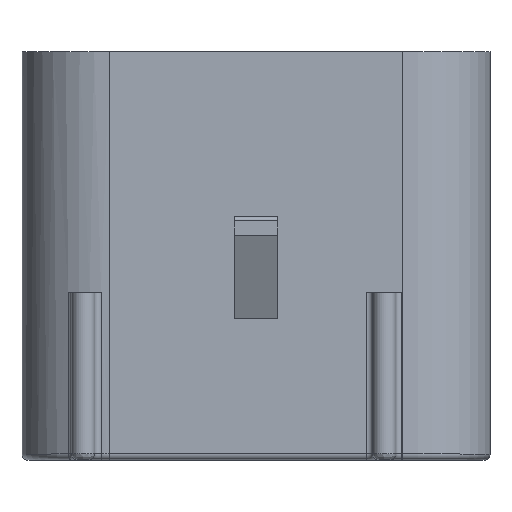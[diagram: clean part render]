
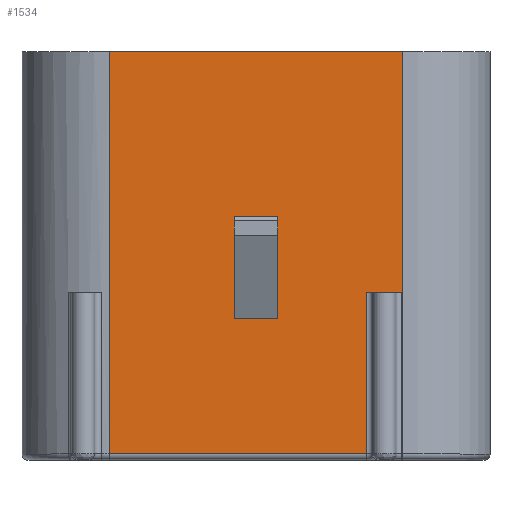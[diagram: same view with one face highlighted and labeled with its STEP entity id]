
A CAD part, top view. The second image highlights one B-rep face of the part: STEP entity #1534.
In plain terms, the highlighted planar face has unit normal (0, 0, 1).
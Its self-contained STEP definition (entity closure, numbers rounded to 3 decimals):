
#537=FACE_BOUND('',#2090,.T.);
#538=FACE_BOUND('',#2091,.T.);
#557=PLANE('',#5147);
#709=LINE('',#7494,#1129);
#710=LINE('',#7500,#1130);
#711=LINE('',#7503,#1131);
#712=LINE('',#7504,#1132);
#713=LINE('',#7506,#1133);
#714=LINE('',#7508,#1134);
#715=LINE('',#7510,#1135);
#716=LINE('',#7512,#1136);
#717=LINE('',#7513,#1137);
#718=LINE('',#7516,#1138);
#719=LINE('',#7518,#1139);
#720=LINE('',#7520,#1140);
#1129=VECTOR('',#5751,1.);
#1130=VECTOR('',#5758,1.);
#1131=VECTOR('',#5759,1.);
#1132=VECTOR('',#5760,1.);
#1133=VECTOR('',#5761,1.);
#1134=VECTOR('',#5762,1.);
#1135=VECTOR('',#5763,1.);
#1136=VECTOR('',#5764,1.);
#1137=VECTOR('',#5765,1.);
#1138=VECTOR('',#5766,1.);
#1139=VECTOR('',#5767,1.);
#1140=VECTOR('',#5768,1.);
#1534=ADVANCED_FACE('',(#537,#538),#557,.T.);
#2090=EDGE_LOOP('',(#2428,#2429,#2430,#2431,#2432,#2433,#2434,#2435));
#2091=EDGE_LOOP('',(#2436,#2437,#2438,#2439));
#2428=ORIENTED_EDGE('',*,*,#4403,.T.);
#2429=ORIENTED_EDGE('',*,*,#4404,.T.);
#2430=ORIENTED_EDGE('',*,*,#4400,.F.);
#2431=ORIENTED_EDGE('',*,*,#4405,.T.);
#2432=ORIENTED_EDGE('',*,*,#4406,.T.);
#2433=ORIENTED_EDGE('',*,*,#4407,.T.);
#2434=ORIENTED_EDGE('',*,*,#4408,.T.);
#2435=ORIENTED_EDGE('',*,*,#4409,.F.);
#2436=ORIENTED_EDGE('',*,*,#4410,.F.);
#2437=ORIENTED_EDGE('',*,*,#4411,.F.);
#2438=ORIENTED_EDGE('',*,*,#4412,.T.);
#2439=ORIENTED_EDGE('',*,*,#4413,.F.);
#3910=VERTEX_POINT('',#7495);
#3911=VERTEX_POINT('',#7496);
#3912=VERTEX_POINT('',#7501);
#3913=VERTEX_POINT('',#7502);
#3914=VERTEX_POINT('',#7505);
#3915=VERTEX_POINT('',#7507);
#3916=VERTEX_POINT('',#7509);
#3917=VERTEX_POINT('',#7511);
#3918=VERTEX_POINT('',#7514);
#3919=VERTEX_POINT('',#7515);
#3920=VERTEX_POINT('',#7517);
#3921=VERTEX_POINT('',#7519);
#4400=EDGE_CURVE('',#3910,#3911,#709,.T.);
#4403=EDGE_CURVE('',#3912,#3913,#710,.T.);
#4404=EDGE_CURVE('',#3913,#3911,#711,.T.);
#4405=EDGE_CURVE('',#3910,#3914,#712,.T.);
#4406=EDGE_CURVE('',#3914,#3915,#713,.T.);
#4407=EDGE_CURVE('',#3915,#3916,#714,.T.);
#4408=EDGE_CURVE('',#3916,#3917,#715,.T.);
#4409=EDGE_CURVE('',#3912,#3917,#716,.T.);
#4410=EDGE_CURVE('',#3918,#3919,#717,.T.);
#4411=EDGE_CURVE('',#3920,#3918,#718,.T.);
#4412=EDGE_CURVE('',#3920,#3921,#719,.T.);
#4413=EDGE_CURVE('',#3919,#3921,#720,.T.);
#5147=AXIS2_PLACEMENT_3D('',#7521,#5769,#5770);
#5751=DIRECTION('',(0.,-1.,0.));
#5758=DIRECTION('',(0.,-1.,0.));
#5759=DIRECTION('',(1.,0.,0.));
#5760=DIRECTION('',(-1.,0.,0.));
#5761=DIRECTION('',(0.,-1.,0.));
#5762=DIRECTION('',(1.,0.,0.));
#5763=DIRECTION('',(0.,1.,0.));
#5764=DIRECTION('',(-1.,0.,0.));
#5765=DIRECTION('',(0.,-1.,0.));
#5766=DIRECTION('',(-1.,0.,0.));
#5767=DIRECTION('',(0.,-1.,0.));
#5768=DIRECTION('',(1.,0.,0.));
#5769=DIRECTION('',(0.,0.,1.));
#5770=DIRECTION('',(0.,-1.,0.));
#7494=CARTESIAN_POINT('',(26.411,22.098,16.889));
#7495=CARTESIAN_POINT('',(26.411,22.598,16.889));
#7496=CARTESIAN_POINT('',(26.411,1.898,16.889));
#7500=CARTESIAN_POINT('',(26.371,1.598,16.889));
#7501=CARTESIAN_POINT('',(26.371,10.198,16.889));
#7502=CARTESIAN_POINT('',(26.371,1.898,16.889));
#7503=CARTESIAN_POINT('',(21.406,1.898,16.889));
#7504=CARTESIAN_POINT('',(21.406,22.598,16.889));
#7505=CARTESIAN_POINT('',(11.331,22.598,16.889));
#7506=CARTESIAN_POINT('',(11.331,22.098,16.889));
#7507=CARTESIAN_POINT('',(11.331,1.898,16.889));
#7508=CARTESIAN_POINT('',(21.406,1.898,16.889));
#7509=CARTESIAN_POINT('',(24.571,1.898,16.889));
#7510=CARTESIAN_POINT('',(24.571,10.198,16.889));
#7511=CARTESIAN_POINT('',(24.571,10.198,16.889));
#7512=CARTESIAN_POINT('',(21.406,10.198,16.889));
#7513=CARTESIAN_POINT('',(17.746,18.85,16.889));
#7514=CARTESIAN_POINT('',(17.746,13.786,16.889));
#7515=CARTESIAN_POINT('',(17.746,8.85,16.889));
#7516=CARTESIAN_POINT('',(18.871,13.786,16.889));
#7517=CARTESIAN_POINT('',(19.996,13.786,16.889));
#7518=CARTESIAN_POINT('',(19.996,18.85,16.889));
#7519=CARTESIAN_POINT('',(19.996,8.85,16.889));
#7520=CARTESIAN_POINT('',(18.871,8.85,16.889));
#7521=CARTESIAN_POINT('',(21.406,22.098,16.889));
